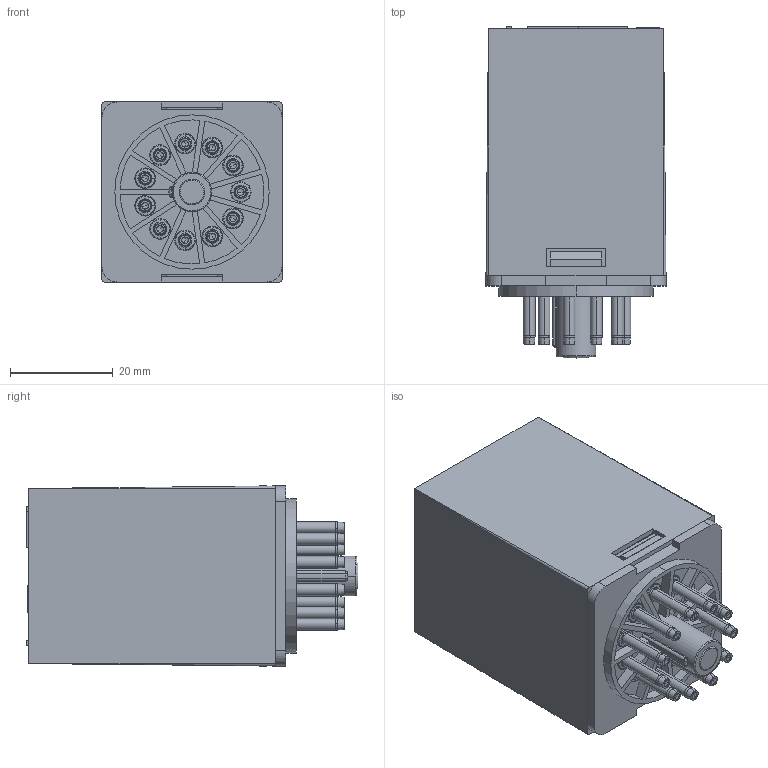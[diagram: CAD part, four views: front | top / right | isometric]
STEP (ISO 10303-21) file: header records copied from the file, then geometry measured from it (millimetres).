
FILE_DESCRIPTION (( 'STEP AP214' ), '1' );
FILE_NAME ('RS-xxx.xLTU.STEP', '2020-07-01T03:54:51', ( 'Æåíÿ' ), ( '' ), 'SwSTEP 2.0', 'SolidWorks 2016', '' );
FILE_SCHEMA (( 'AUTOMOTIVE_DESIGN' ));
Length unit declared in the file: millimetre
Products named in the file (1): RS-xxx.xLTU
Bounding box: 35 x 64.5 x 35 mm (x, y, z)
Volume: 14683.8 mm3; surface area: 20628.9 mm2
Topology: 14 solids, 14 shells, 482 faces, 1274 edges, 814 vertices
Faces by surface type: plane 171, bspline 135, cylinder 104, cone 70, torus 2
Entity records: 19443 total; most frequent: CARTESIAN_POINT 5590, ORIENTED_EDGE 2488, DIRECTION 2306, EDGE_CURVE 1244, AXIS2_PLACEMENT_3D 882, VERTEX_POINT 814, VECTOR 542, LINE 542
